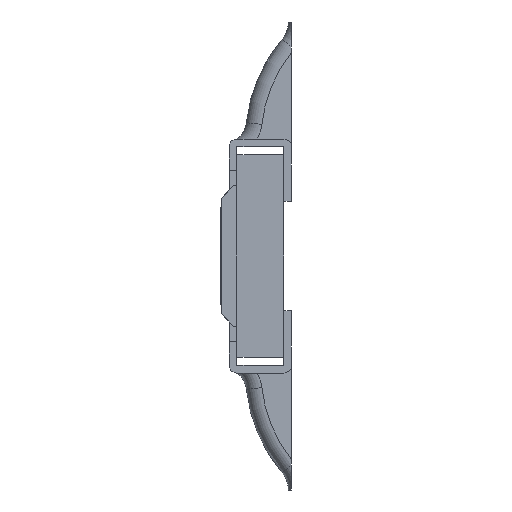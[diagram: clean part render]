
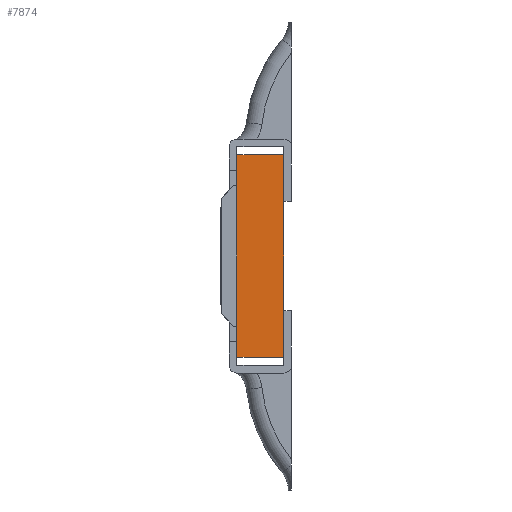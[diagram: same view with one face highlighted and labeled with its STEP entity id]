
A CAD part, left-side view. The second image highlights one B-rep face of the part: STEP entity #7874.
In plain terms, the highlighted planar face has unit normal (-1, 0, 0).
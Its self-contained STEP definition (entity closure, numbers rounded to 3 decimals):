
#576 = DIRECTION ( 'NONE',  ( 0., 0., 1. ) ) ;
#828 = EDGE_CURVE ( 'NONE', #1727, #2021, #2325, .T. ) ;
#1352 = AXIS2_PLACEMENT_3D ( 'NONE', #7301, #1397, #2329 ) ;
#1397 = DIRECTION ( 'NONE',  ( 1., 0., 0. ) ) ;
#1569 = CARTESIAN_POINT ( 'NONE',  ( -1.6, 0.05, -0.65 ) ) ;
#1623 = CARTESIAN_POINT ( 'NONE',  ( -1.6, 0.05, 0.65 ) ) ;
#1727 = VERTEX_POINT ( 'NONE', #1804 ) ;
#1804 = CARTESIAN_POINT ( 'NONE',  ( -1.6, 0.35, 0.65 ) ) ;
#1970 = DIRECTION ( 'NONE',  ( 0., -1., 0. ) ) ;
#2021 = VERTEX_POINT ( 'NONE', #1623 ) ;
#2325 = LINE ( 'NONE', #10539, #7997 ) ;
#2329 = DIRECTION ( 'NONE',  ( 0., 0., -1. ) ) ;
#2430 = ORIENTED_EDGE ( 'NONE', *, *, #4336, .T. ) ;
#4085 = FACE_OUTER_BOUND ( 'NONE', #9863, .T. ) ;
#4336 = EDGE_CURVE ( 'NONE', #8409, #8229, #8435, .T. ) ;
#5220 = VECTOR ( 'NONE', #576, 1000. ) ;
#5403 = EDGE_CURVE ( 'NONE', #8229, #2021, #9787, .T. ) ;
#5505 = DIRECTION ( 'NONE',  ( 0., -1., 0. ) ) ;
#6424 = VECTOR ( 'NONE', #7924, 1000. ) ;
#6513 = ORIENTED_EDGE ( 'NONE', *, *, #5403, .T. ) ;
#6540 = PLANE ( 'NONE',  #1352 ) ;
#6841 = CARTESIAN_POINT ( 'NONE',  ( -1.6, 0.35, -0.65 ) ) ;
#7301 = CARTESIAN_POINT ( 'NONE',  ( -1.6, 0.35, -0.65 ) ) ;
#7708 = CARTESIAN_POINT ( 'NONE',  ( -1.6, 0.35, -0.65 ) ) ;
#7873 = LINE ( 'NONE', #7708, #6424 ) ;
#7874 = ADVANCED_FACE ( 'NONE', ( #4085 ), #6540, .F. ) ;
#7924 = DIRECTION ( 'NONE',  ( 0., 0., 1. ) ) ;
#7997 = VECTOR ( 'NONE', #5505, 1000. ) ;
#8112 = CARTESIAN_POINT ( 'NONE',  ( -1.6, 0.05, -0.65 ) ) ;
#8229 = VERTEX_POINT ( 'NONE', #8112 ) ;
#8319 = ORIENTED_EDGE ( 'NONE', *, *, #828, .F. ) ;
#8409 = VERTEX_POINT ( 'NONE', #6841 ) ;
#8435 = LINE ( 'NONE', #8593, #10127 ) ;
#8593 = CARTESIAN_POINT ( 'NONE',  ( -1.6, 0.35, -0.65 ) ) ;
#9113 = ORIENTED_EDGE ( 'NONE', *, *, #9765, .F. ) ;
#9765 = EDGE_CURVE ( 'NONE', #8409, #1727, #7873, .T. ) ;
#9787 = LINE ( 'NONE', #1569, #5220 ) ;
#9863 = EDGE_LOOP ( 'NONE', ( #6513, #8319, #9113, #2430 ) ) ;
#10127 = VECTOR ( 'NONE', #1970, 1000. ) ;
#10539 = CARTESIAN_POINT ( 'NONE',  ( -1.6, 0.35, 0.65 ) ) ;
